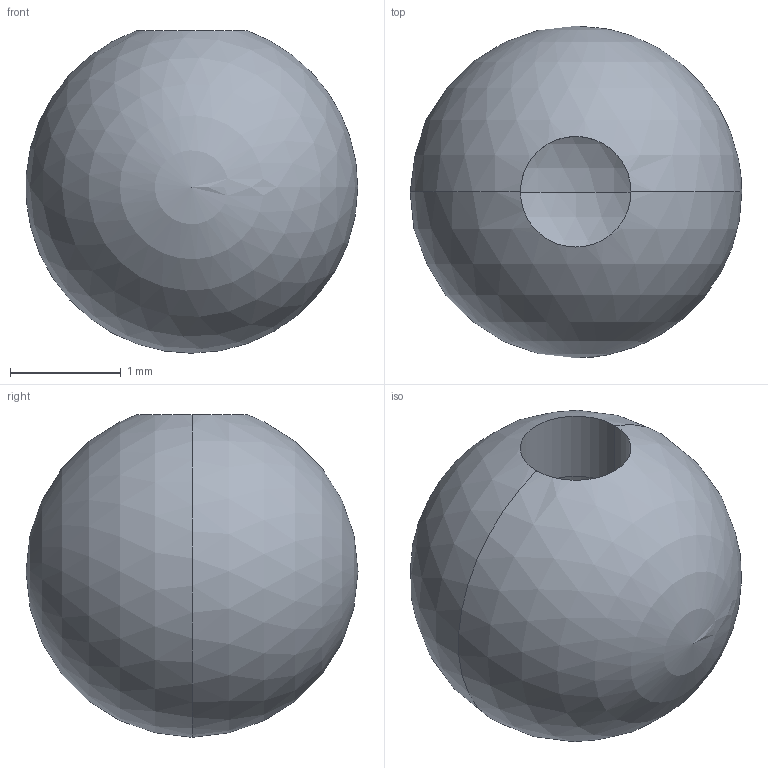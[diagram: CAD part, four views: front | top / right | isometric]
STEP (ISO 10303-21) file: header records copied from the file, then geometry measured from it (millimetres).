
FILE_DESCRIPTION (( 'STEP AP214' ), '1' );
FILE_NAME ('3mm_globe.STEP', '2019-07-22T09:02:01', ( '' ), ( '' ), 'SwSTEP 2.0', 'SolidWorks 2015', '' );
FILE_SCHEMA (( 'AUTOMOTIVE_DESIGN' ));
Length unit declared in the file: millimetre
Products named in the file (1): 3mm_globe
Bounding box: 3 x 3 x 2.91 mm (x, y, z)
Volume: 9.8 mm3; surface area: 41 mm2
Topology: 1 solids, 1 shells, 9 faces, 26 edges, 16 vertices
Faces by surface type: sphere 4, torus 2, cylinder 2, plane 1
Entity records: 262 total; most frequent: DIRECTION 50, CARTESIAN_POINT 36, ORIENTED_EDGE 32, AXIS2_PLACEMENT_3D 24, EDGE_CURVE 16, CIRCLE 14, EDGE_LOOP 10, VERTEX_POINT 10
